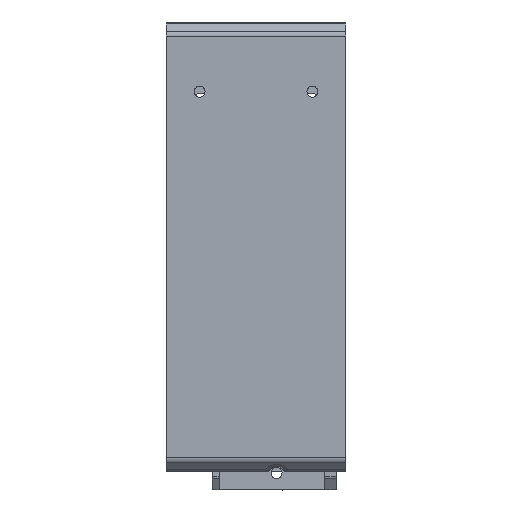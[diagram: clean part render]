
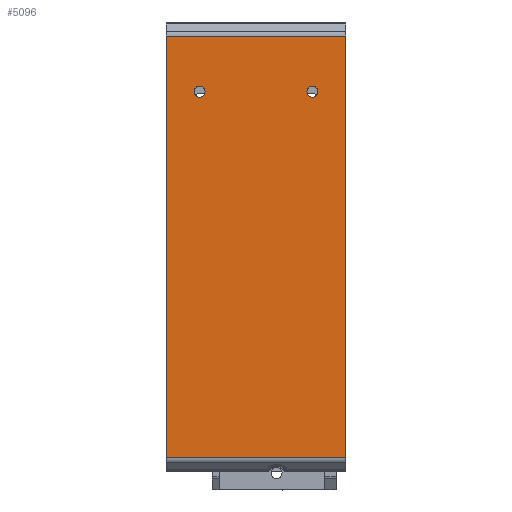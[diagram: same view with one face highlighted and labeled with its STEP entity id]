
A CAD part, front view. The second image highlights one B-rep face of the part: STEP entity #5096.
In plain terms, the highlighted planar face has unit normal (0, -1, 0).
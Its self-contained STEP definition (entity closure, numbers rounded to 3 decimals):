
#282 = ORIENTED_EDGE ( 'NONE', *, *, #7559, .F. ) ;
#396 = VERTEX_POINT ( 'NONE', #7547 ) ;
#664 = EDGE_CURVE ( 'NONE', #9322, #12649, #3527, .T. ) ;
#771 = EDGE_CURVE ( 'NONE', #11324, #3608, #9015, .T. ) ;
#923 = DIRECTION ( 'NONE',  ( 0., 0., 1. ) ) ;
#1238 = DIRECTION ( 'NONE',  ( 0., 1., 0. ) ) ;
#1544 = CIRCLE ( 'NONE', #2818, 2.45 ) ;
#1671 = FACE_BOUND ( 'NONE', #3340, .T. ) ;
#1731 = AXIS2_PLACEMENT_3D ( 'NONE', #12780, #2773, #11769 ) ;
#2170 = AXIS2_PLACEMENT_3D ( 'NONE', #11522, #12589, #9563 ) ;
#2477 = CARTESIAN_POINT ( 'NONE',  ( 80., 0., -6.243 ) ) ;
#2505 = PLANE ( 'NONE',  #2170 ) ;
#2596 = VECTOR ( 'NONE', #6080, 1000. ) ;
#2773 = DIRECTION ( 'NONE',  ( 0., 1., 0. ) ) ;
#2818 = AXIS2_PLACEMENT_3D ( 'NONE', #5261, #1238, #4266 ) ;
#3290 = EDGE_CURVE ( 'NONE', #12038, #5844, #1544, .T. ) ;
#3340 = EDGE_LOOP ( 'NONE', ( #12631, #10280 ) ) ;
#3471 = CARTESIAN_POINT ( 'NONE',  ( 80., 0., -193.757 ) ) ;
#3527 = CIRCLE ( 'NONE', #12785, 2.45 ) ;
#3608 = VERTEX_POINT ( 'NONE', #8419 ) ;
#4106 = LINE ( 'NONE', #7014, #8971 ) ;
#4266 = DIRECTION ( 'NONE',  ( 0., 0., 1. ) ) ;
#4703 = CARTESIAN_POINT ( 'NONE',  ( 80., 0., -193.757 ) ) ;
#4934 = CARTESIAN_POINT ( 'NONE',  ( 14.9, 0., -28.55 ) ) ;
#5096 = ADVANCED_FACE ( 'NONE', ( #7021, #1671, #9370 ), #2505, .F. ) ;
#5099 = CARTESIAN_POINT ( 'NONE',  ( 80., 0., -6.243 ) ) ;
#5227 = EDGE_CURVE ( 'NONE', #5844, #12038, #5299, .T. ) ;
#5261 = CARTESIAN_POINT ( 'NONE',  ( 14.9, 0., -31. ) ) ;
#5299 = CIRCLE ( 'NONE', #7806, 2.45 ) ;
#5469 = EDGE_LOOP ( 'NONE', ( #10920, #6670, #282, #7060 ) ) ;
#5559 = VERTEX_POINT ( 'NONE', #3471 ) ;
#5586 = CIRCLE ( 'NONE', #1731, 2.45 ) ;
#5668 = ORIENTED_EDGE ( 'NONE', *, *, #10894, .T. ) ;
#5844 = VERTEX_POINT ( 'NONE', #4934 ) ;
#5935 = CARTESIAN_POINT ( 'NONE',  ( 0., 0., -193.757 ) ) ;
#5971 = CARTESIAN_POINT ( 'NONE',  ( 14.9, 0., -33.45 ) ) ;
#6072 = LINE ( 'NONE', #5935, #10118 ) ;
#6080 = DIRECTION ( 'NONE',  ( -1., 0., 0. ) ) ;
#6409 = CARTESIAN_POINT ( 'NONE',  ( 65.1, 0., -33.45 ) ) ;
#6670 = ORIENTED_EDGE ( 'NONE', *, *, #12021, .F. ) ;
#6894 = CARTESIAN_POINT ( 'NONE',  ( 14.9, 0., -31. ) ) ;
#7014 = CARTESIAN_POINT ( 'NONE',  ( 80., 0., -193.757 ) ) ;
#7021 = FACE_BOUND ( 'NONE', #11576, .T. ) ;
#7060 = ORIENTED_EDGE ( 'NONE', *, *, #771, .T. ) ;
#7547 = CARTESIAN_POINT ( 'NONE',  ( 0., 0., -193.757 ) ) ;
#7559 = EDGE_CURVE ( 'NONE', #11324, #5559, #11044, .T. ) ;
#7806 = AXIS2_PLACEMENT_3D ( 'NONE', #6894, #10725, #11745 ) ;
#7892 = DIRECTION ( 'NONE',  ( 0., 1., 0. ) ) ;
#7989 = CARTESIAN_POINT ( 'NONE',  ( 65.1, 0., -31. ) ) ;
#8056 = ORIENTED_EDGE ( 'NONE', *, *, #664, .T. ) ;
#8349 = VECTOR ( 'NONE', #9779, 1000. ) ;
#8419 = CARTESIAN_POINT ( 'NONE',  ( 0., 0., -6.243 ) ) ;
#8971 = VECTOR ( 'NONE', #9993, 1000. ) ;
#9015 = LINE ( 'NONE', #5099, #2596 ) ;
#9128 = CARTESIAN_POINT ( 'NONE',  ( 65.1, 0., -28.55 ) ) ;
#9322 = VERTEX_POINT ( 'NONE', #9128 ) ;
#9370 = FACE_OUTER_BOUND ( 'NONE', #5469, .T. ) ;
#9563 = DIRECTION ( 'NONE',  ( 0., 0., 1. ) ) ;
#9779 = DIRECTION ( 'NONE',  ( 0., 0., -1. ) ) ;
#9993 = DIRECTION ( 'NONE',  ( -1., 0., 0. ) ) ;
#10038 = DIRECTION ( 'NONE',  ( 0., 0., -1. ) ) ;
#10118 = VECTOR ( 'NONE', #10038, 1000. ) ;
#10280 = ORIENTED_EDGE ( 'NONE', *, *, #3290, .T. ) ;
#10373 = EDGE_CURVE ( 'NONE', #3608, #396, #6072, .T. ) ;
#10725 = DIRECTION ( 'NONE',  ( 0., 1., 0. ) ) ;
#10894 = EDGE_CURVE ( 'NONE', #12649, #9322, #5586, .T. ) ;
#10920 = ORIENTED_EDGE ( 'NONE', *, *, #10373, .T. ) ;
#11044 = LINE ( 'NONE', #4703, #8349 ) ;
#11324 = VERTEX_POINT ( 'NONE', #2477 ) ;
#11522 = CARTESIAN_POINT ( 'NONE',  ( 80., 0., -193.757 ) ) ;
#11576 = EDGE_LOOP ( 'NONE', ( #8056, #5668 ) ) ;
#11745 = DIRECTION ( 'NONE',  ( 0., 0., 1. ) ) ;
#11769 = DIRECTION ( 'NONE',  ( 0., 0., 1. ) ) ;
#12021 = EDGE_CURVE ( 'NONE', #5559, #396, #4106, .T. ) ;
#12038 = VERTEX_POINT ( 'NONE', #5971 ) ;
#12589 = DIRECTION ( 'NONE',  ( 0., 1., 0. ) ) ;
#12631 = ORIENTED_EDGE ( 'NONE', *, *, #5227, .T. ) ;
#12649 = VERTEX_POINT ( 'NONE', #6409 ) ;
#12780 = CARTESIAN_POINT ( 'NONE',  ( 65.1, 0., -31. ) ) ;
#12785 = AXIS2_PLACEMENT_3D ( 'NONE', #7989, #7892, #923 ) ;
